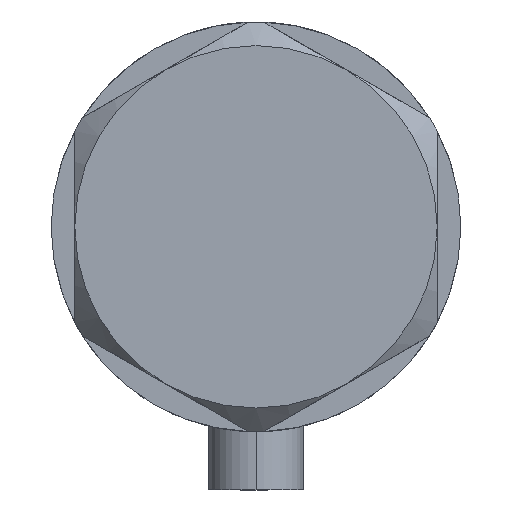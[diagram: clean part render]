
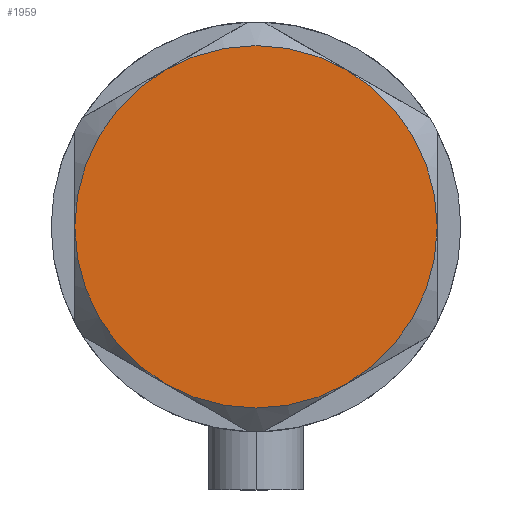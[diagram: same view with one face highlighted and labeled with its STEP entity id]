
A CAD part, left-side view. The second image highlights one B-rep face of the part: STEP entity #1959.
In plain terms, the highlighted face is planar.
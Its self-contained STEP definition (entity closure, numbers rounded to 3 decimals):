
#144 = CARTESIAN_POINT ( 'NONE',  ( -11.5, -19.919, 9. ) ) ;
#162 = CIRCLE ( 'NONE', #3328, 23. ) ;
#283 = CIRCLE ( 'NONE', #4797, 23. ) ;
#296 = AXIS2_PLACEMENT_3D ( 'NONE', #2694, #3083, #4418 ) ;
#382 = VERTEX_POINT ( 'NONE', #2247 ) ;
#432 = EDGE_CURVE ( 'NONE', #5393, #3887, #4079, .T. ) ;
#437 = DIRECTION ( 'NONE',  ( 1., 0., 0. ) ) ;
#746 = VERTEX_POINT ( 'NONE', #144 ) ;
#815 = EDGE_CURVE ( 'NONE', #4930, #746, #283, .T. ) ;
#835 = CIRCLE ( 'NONE', #1550, 23. ) ;
#931 = FACE_OUTER_BOUND ( 'NONE', #2235, .T. ) ;
#1045 = DIRECTION ( 'NONE',  ( 0., 0., 1. ) ) ;
#1048 = EDGE_CURVE ( 'NONE', #2775, #382, #835, .T. ) ;
#1158 = DIRECTION ( 'NONE',  ( 1., 0., 0. ) ) ;
#1225 = CARTESIAN_POINT ( 'NONE',  ( 11.5, 19.919, 9. ) ) ;
#1237 = DIRECTION ( 'NONE',  ( 0., 0., 1. ) ) ;
#1474 = DIRECTION ( 'NONE',  ( 1., 0., 0. ) ) ;
#1550 = AXIS2_PLACEMENT_3D ( 'NONE', #4981, #4119, #2426 ) ;
#1648 = AXIS2_PLACEMENT_3D ( 'NONE', #5307, #1980, #1158 ) ;
#1654 = CARTESIAN_POINT ( 'NONE',  ( 0., 0., 9. ) ) ;
#1759 = ORIENTED_EDGE ( 'NONE', *, *, #4085, .T. ) ;
#1876 = EDGE_CURVE ( 'NONE', #382, #4930, #4726, .T. ) ;
#1959 = ADVANCED_FACE ( 'NONE', ( #931 ), #4370, .T. ) ;
#1980 = DIRECTION ( 'NONE',  ( 0., 0., 1. ) ) ;
#2121 = DIRECTION ( 'NONE',  ( 1., 0., 0. ) ) ;
#2137 = CARTESIAN_POINT ( 'NONE',  ( 11.5, -19.919, 9. ) ) ;
#2235 = EDGE_LOOP ( 'NONE', ( #2478, #4073, #3413, #4665, #3423, #1759 ) ) ;
#2247 = CARTESIAN_POINT ( 'NONE',  ( -11.5, 19.919, 9. ) ) ;
#2296 = AXIS2_PLACEMENT_3D ( 'NONE', #1654, #1237, #437 ) ;
#2426 = DIRECTION ( 'NONE',  ( 1., 0., 0. ) ) ;
#2478 = ORIENTED_EDGE ( 'NONE', *, *, #432, .T. ) ;
#2486 = CIRCLE ( 'NONE', #4461, 23. ) ;
#2694 = CARTESIAN_POINT ( 'NONE',  ( 0., 0., 9. ) ) ;
#2775 = VERTEX_POINT ( 'NONE', #1225 ) ;
#3083 = DIRECTION ( 'NONE',  ( 0., 0., 1. ) ) ;
#3213 = DIRECTION ( 'NONE',  ( 1., 0., 0. ) ) ;
#3257 = CARTESIAN_POINT ( 'NONE',  ( 0., 0., 9. ) ) ;
#3270 = EDGE_CURVE ( 'NONE', #3887, #2775, #2486, .T. ) ;
#3328 = AXIS2_PLACEMENT_3D ( 'NONE', #5081, #4164, #2121 ) ;
#3413 = ORIENTED_EDGE ( 'NONE', *, *, #1048, .T. ) ;
#3423 = ORIENTED_EDGE ( 'NONE', *, *, #815, .T. ) ;
#3887 = VERTEX_POINT ( 'NONE', #4760 ) ;
#4040 = DIRECTION ( 'NONE',  ( 0., 0., 1. ) ) ;
#4073 = ORIENTED_EDGE ( 'NONE', *, *, #3270, .T. ) ;
#4079 = CIRCLE ( 'NONE', #1648, 23. ) ;
#4085 = EDGE_CURVE ( 'NONE', #746, #5393, #162, .T. ) ;
#4119 = DIRECTION ( 'NONE',  ( 0., 0., 1. ) ) ;
#4164 = DIRECTION ( 'NONE',  ( 0., 0., 1. ) ) ;
#4370 = PLANE ( 'NONE',  #296 ) ;
#4418 = DIRECTION ( 'NONE',  ( 1., 0., 0. ) ) ;
#4461 = AXIS2_PLACEMENT_3D ( 'NONE', #4473, #4040, #3213 ) ;
#4473 = CARTESIAN_POINT ( 'NONE',  ( 0., 0., 9. ) ) ;
#4665 = ORIENTED_EDGE ( 'NONE', *, *, #1876, .T. ) ;
#4726 = CIRCLE ( 'NONE', #2296, 23. ) ;
#4760 = CARTESIAN_POINT ( 'NONE',  ( 23., 0., 9. ) ) ;
#4797 = AXIS2_PLACEMENT_3D ( 'NONE', #3257, #1045, #1474 ) ;
#4930 = VERTEX_POINT ( 'NONE', #5230 ) ;
#4981 = CARTESIAN_POINT ( 'NONE',  ( 0., 0., 9. ) ) ;
#5081 = CARTESIAN_POINT ( 'NONE',  ( 0., 0., 9. ) ) ;
#5230 = CARTESIAN_POINT ( 'NONE',  ( -23., 0., 9. ) ) ;
#5307 = CARTESIAN_POINT ( 'NONE',  ( 0., 0., 9. ) ) ;
#5393 = VERTEX_POINT ( 'NONE', #2137 ) ;
